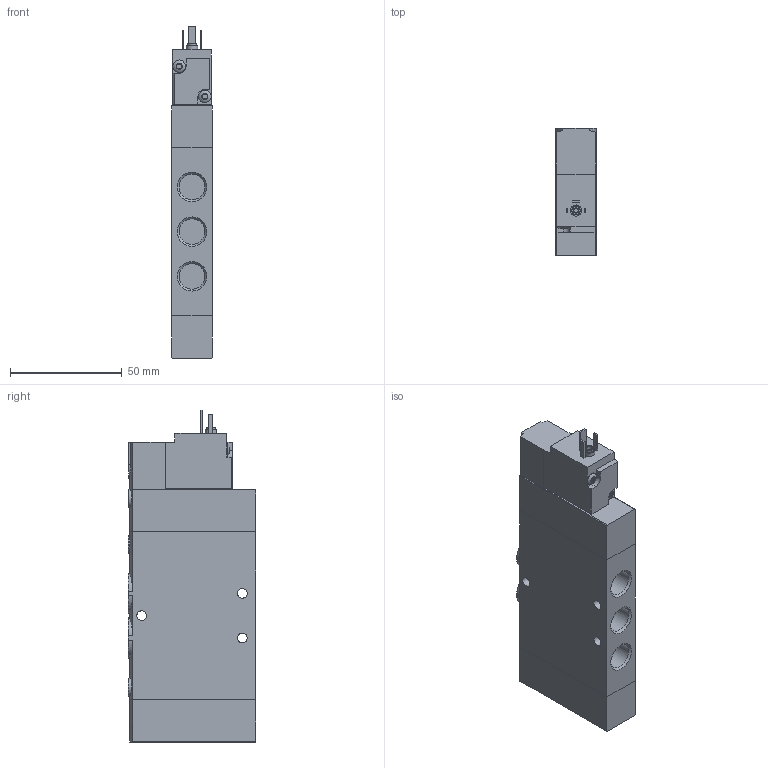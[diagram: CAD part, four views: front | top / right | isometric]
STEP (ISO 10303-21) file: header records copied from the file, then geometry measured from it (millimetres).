
FILE_DESCRIPTION(/* description */ ('STEP AP214'),/* implementation_level */ '2;1');
FILE_NAME(/* name */ '163766_CPE18-M2H-5LS-1_4',/* time_stamp */ '2024-08-06T20:08:06+02:00',/* author */ ('License CC BY-ND 4.0'),/* organization */ ('CADENAS'),/* preprocessor_version */ 'ST-DEVELOPER v19.3',/* originating_system */ 'PARTsolutions',/* authorisation */ ' ');
FILE_SCHEMA (('AUTOMOTIVE_DESIGN {1 0 10303 214 3 1 1}'));
Length unit declared in the file: millimetre
Products named in the file (4): 163766 CPE18-M2H-5LS-1/4; CPE18-...-5; CPE18-KMEB_M2H; CPE18-KAPPE_M2H
Assembly tree (3 placements, depth 2):
  163766 CPE18-M2H-5LS-1/4
    CPE18-...-5
    CPE18-KMEB_M2H
    CPE18-KAPPE_M2H
Bounding box: 18 x 57 x 148.5 mm (x, y, z)
Volume: 124251.8 mm3; surface area: 30200 mm2
Topology: 3 solids, 3 shells, 160 faces, 379 edges, 244 vertices
Faces by surface type: plane 78, cylinder 58, cone 22, torus 2
Full cylindrical faces by diameter (mm): 2 x1, 2.013 x1, 2.5 x1, 3.8 x1, 4.134 x3, 4.4 x3, 5 x1, 5.6 x3, 8 x3, 11.445 x5
Entity records: 4556 total; most frequent: CARTESIAN_POINT 933, DIRECTION 728, ORIENTED_EDGE 672, EDGE_CURVE 336, AXIS2_PLACEMENT_3D 272, VERTEX_POINT 235, EDGE_LOOP 219, FACE_BOUND 219
